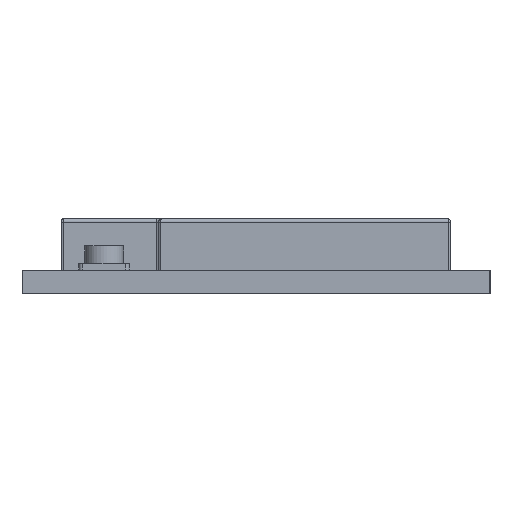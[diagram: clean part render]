
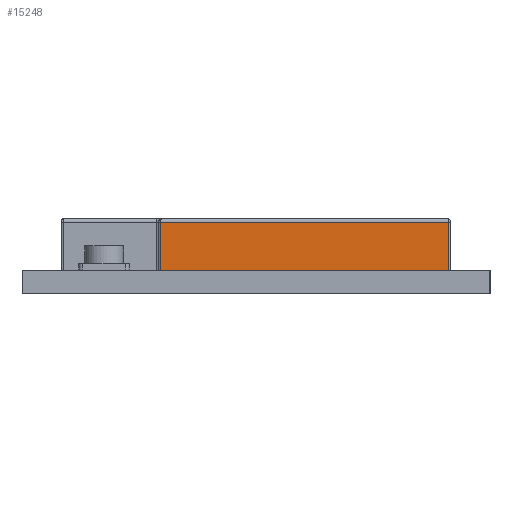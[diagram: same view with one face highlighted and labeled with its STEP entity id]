
A CAD part, front view. The second image highlights one B-rep face of the part: STEP entity #15248.
In plain terms, the highlighted planar face has unit normal (0, -1, 0).
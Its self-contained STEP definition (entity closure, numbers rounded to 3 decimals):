
#541 = DIRECTION ( 'NONE',  ( 0., 0., 1. ) ) ;
#804 = LINE ( 'NONE', #19462, #25696 ) ;
#1541 = AXIS2_PLACEMENT_3D ( 'NONE', #22856, #2073, #20546 ) ;
#2073 = DIRECTION ( 'NONE',  ( 0., -1., 0. ) ) ;
#2787 = CARTESIAN_POINT ( 'NONE',  ( 0., -18.69, 3.67 ) ) ;
#4792 = LINE ( 'NONE', #2787, #25624 ) ;
#5594 = VERTEX_POINT ( 'NONE', #16217 ) ;
#7858 = VERTEX_POINT ( 'NONE', #28831 ) ;
#10046 = LINE ( 'NONE', #20097, #18708 ) ;
#11141 = DIRECTION ( 'NONE',  ( -1., 0., 0. ) ) ;
#12447 = ORIENTED_EDGE ( 'NONE', *, *, #16710, .T. ) ;
#13218 = VECTOR ( 'NONE', #11141, 1000. ) ;
#15248 = ADVANCED_FACE ( 'NONE', ( #15739 ), #20239, .T. ) ;
#15401 = DIRECTION ( 'NONE',  ( 0., 0., -1. ) ) ;
#15739 = FACE_OUTER_BOUND ( 'NONE', #16140, .T. ) ;
#16140 = EDGE_LOOP ( 'NONE', ( #24569, #12447, #17501, #28238 ) ) ;
#16217 = CARTESIAN_POINT ( 'NONE',  ( -4.9, -18.69, 3.67 ) ) ;
#16710 = EDGE_CURVE ( 'NONE', #29904, #5594, #4792, .T. ) ;
#16915 = EDGE_CURVE ( 'NONE', #7858, #17094, #27914, .T. ) ;
#17094 = VERTEX_POINT ( 'NONE', #25230 ) ;
#17501 = ORIENTED_EDGE ( 'NONE', *, *, #29617, .T. ) ;
#18708 = VECTOR ( 'NONE', #541, 1000. ) ;
#19462 = CARTESIAN_POINT ( 'NONE',  ( -4.9, -18.69, -45.368 ) ) ;
#20097 = CARTESIAN_POINT ( 'NONE',  ( 9.9, -18.69, -45.368 ) ) ;
#20239 = PLANE ( 'NONE',  #1541 ) ;
#20546 = DIRECTION ( 'NONE',  ( 0., 0., -1. ) ) ;
#22856 = CARTESIAN_POINT ( 'NONE',  ( 0., -18.69, -45.368 ) ) ;
#23587 = DIRECTION ( 'NONE',  ( -1., 0., 0. ) ) ;
#24569 = ORIENTED_EDGE ( 'NONE', *, *, #27851, .T. ) ;
#25230 = CARTESIAN_POINT ( 'NONE',  ( -4.9, -18.69, 1.2 ) ) ;
#25309 = CARTESIAN_POINT ( 'NONE',  ( 9.9, -18.69, 3.67 ) ) ;
#25624 = VECTOR ( 'NONE', #23587, 1000. ) ;
#25696 = VECTOR ( 'NONE', #15401, 1000. ) ;
#27851 = EDGE_CURVE ( 'NONE', #7858, #29904, #10046, .T. ) ;
#27914 = LINE ( 'NONE', #28059, #13218 ) ;
#28059 = CARTESIAN_POINT ( 'NONE',  ( 0., -18.69, 1.2 ) ) ;
#28238 = ORIENTED_EDGE ( 'NONE', *, *, #16915, .F. ) ;
#28831 = CARTESIAN_POINT ( 'NONE',  ( 9.9, -18.69, 1.2 ) ) ;
#29617 = EDGE_CURVE ( 'NONE', #5594, #17094, #804, .T. ) ;
#29904 = VERTEX_POINT ( 'NONE', #25309 ) ;
